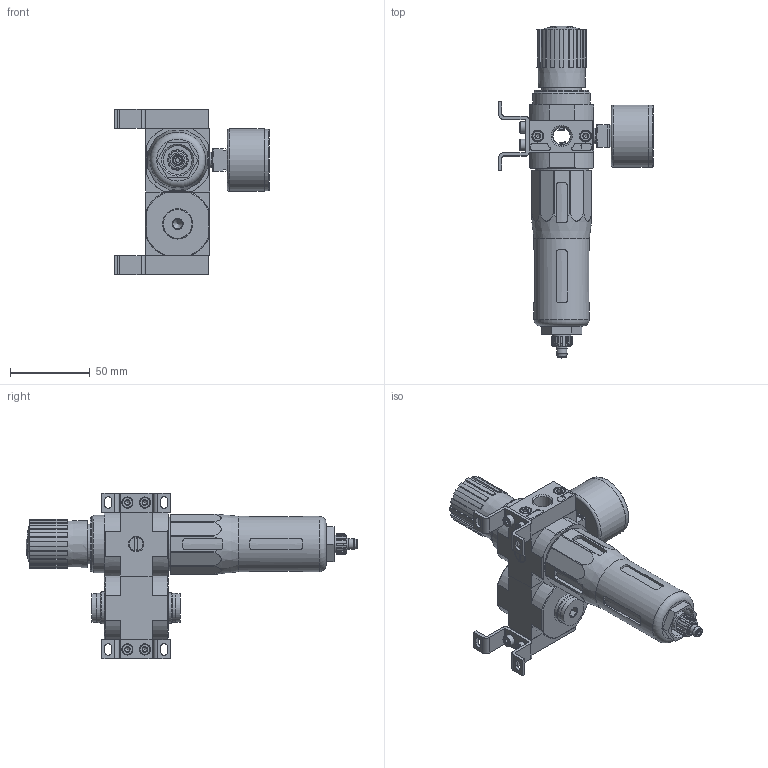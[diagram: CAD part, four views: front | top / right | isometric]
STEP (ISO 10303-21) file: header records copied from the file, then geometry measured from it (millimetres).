
FILE_DESCRIPTION(/* description */ ('STEP AP214'),/* implementation_level */ '2;1');
FILE_NAME(/* name */ '185709_LFR-1_4-D-MINI-KA',/* time_stamp */ '2024-09-03T19:44:09+02:00',/* author */ ('License CC BY-ND 4.0'),/* organization */ ('CADENAS'),/* preprocessor_version */ 'ST-DEVELOPER v19.3',/* originating_system */ 'PARTsolutions',/* authorisation */ ' ');
FILE_SCHEMA (('AUTOMOTIVE_DESIGN {1 0 10303 214 3 1 1}'));
Length unit declared in the file: millimetre
Products named in the file (14): 185709 LFR-1/4-D-MINI-KA; 380289 PBL-1/4-D-MINI-L---(1) p1; DIN-912 - M4x16(F); 159638 HFOE-D-MINI-P1; DIN-912 - M4x8(F); 380291 PBL-1/4-D-MINI-R---(0) p1; 123587 LFR-D-MINI--(0); 8003637 PAGN-40-16-G18; 373845 LR-MINI; 648415 LF; 724703 FRM-...-D-MINI; DIN-908 G1/4A; 531772 OK-1/4; 355622 FRB-D-MINI
Assembly tree (23 placements, depth 2):
  185709 LFR-1/4-D-MINI-KA
    380289 PBL-1/4-D-MINI-L---(1) p1
    DIN-912 - M4x16(F)  x4
    159638 HFOE-D-MINI-P1  x2
    DIN-912 - M4x8(F)  x4
    380291 PBL-1/4-D-MINI-R---(0) p1
    123587 LFR-D-MINI--(0)
    8003637 PAGN-40-16-G18
    373845 LR-MINI
    648415 LF
    724703 FRM-...-D-MINI
    DIN-908 G1/4A  x2
    531772 OK-1/4  x2
    355622 FRB-D-MINI  x2
Bounding box: 96.75 x 208 x 104 mm (x, y, z)
Volume: 298858.3 mm3; surface area: 73005.5 mm2
Topology: 23 solids, 24 shells, 968 faces, 2308 edges, 1450 vertices
Faces by surface type: plane 513, cylinder 244, cone 187, torus 19, sphere 5
Full cylindrical faces by diameter (mm): 2.9 x2, 3 x1, 3.242 x10, 4 x10, 4.3 x5, 5.2 x2, 5.6 x1, 6 x2, 6.2 x1, 6.4 x1, 6.8 x1, 6.9 x1, 7 x8, 7.1 x1, 7.9 x2, 8.2 x1, 8.4 x1, 8.566 x2, 9 x1, 9.728 x2, 10.6 x1, 11 x1, 11.2 x1, 11.445 x4, 11.6 x1, 12.01 x1, 12.2 x1, 12.6 x1, 13.157 x2, 13.3 x2
Entity records: 24186 total; most frequent: CARTESIAN_POINT 4356, DIRECTION 3568, ORIENTED_EDGE 3250, EDGE_CURVE 1625, AXIS2_PLACEMENT_3D 1393, VERTEX_POINT 1149, FACE_BOUND 990, EDGE_LOOP 978
